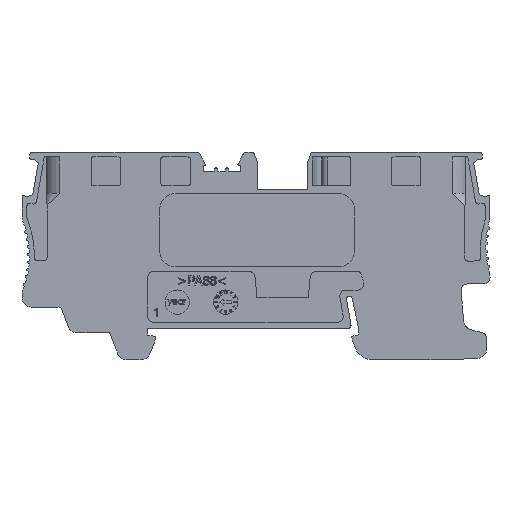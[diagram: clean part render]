
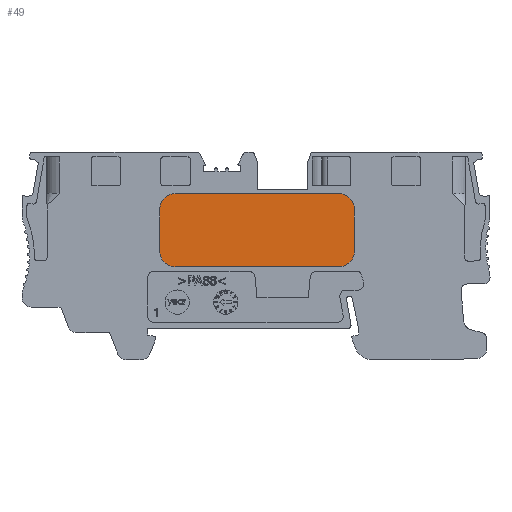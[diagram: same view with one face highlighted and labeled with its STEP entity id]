
A CAD part, left-side view. The second image highlights one B-rep face of the part: STEP entity #49.
In plain terms, the highlighted planar face has unit normal (-1, 0, 0).
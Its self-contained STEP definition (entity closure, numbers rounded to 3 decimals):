
#49=ADVANCED_FACE('',(#837),#839,.T.);
#837=FACE_BOUND('',#838,.T.);
#838=EDGE_LOOP('',(#8635,#8636,#8637,#8638,#8639,#8640,#8641,#8642));
#839=PLANE('',#840);
#840=AXIS2_PLACEMENT_3D('',#841,#842,#843);
#841=CARTESIAN_POINT('',(0.1,-15.017,19.65));
#842=DIRECTION('',(-1.,0.,0.));
#843=DIRECTION('',(0.,0.,1.));
#8635=ORIENTED_EDGE('',*,*,#12986,.T.);
#8636=ORIENTED_EDGE('',*,*,#12987,.T.);
#8637=ORIENTED_EDGE('',*,*,#12988,.T.);
#8638=ORIENTED_EDGE('',*,*,#12989,.T.);
#8639=ORIENTED_EDGE('',*,*,#12990,.T.);
#8640=ORIENTED_EDGE('',*,*,#12991,.T.);
#8641=ORIENTED_EDGE('',*,*,#12992,.T.);
#8642=ORIENTED_EDGE('',*,*,#12993,.T.);
#12986=EDGE_CURVE('',#15154,#15155,#15156,.T.);
#12987=EDGE_CURVE('',#15155,#15157,#15158,.T.);
#12988=EDGE_CURVE('',#15157,#15159,#15160,.T.);
#12989=EDGE_CURVE('',#15159,#15161,#15162,.T.);
#12990=EDGE_CURVE('',#15161,#15163,#15164,.T.);
#12991=EDGE_CURVE('',#15163,#15165,#15166,.T.);
#12992=EDGE_CURVE('',#15165,#15167,#15168,.T.);
#12993=EDGE_CURVE('',#15167,#15154,#15169,.T.);
#15154=VERTEX_POINT('',#18746);
#15155=VERTEX_POINT('',#18747);
#15156=CIRCLE('',#18748,2.5);
#15157=VERTEX_POINT('',#18752);
#15158=LINE('',#18753,#18754);
#15159=VERTEX_POINT('',#18756);
#15160=CIRCLE('',#18757,2.5);
#15161=VERTEX_POINT('',#18761);
#15162=LINE('',#18762,#18763);
#15163=VERTEX_POINT('',#18765);
#15164=CIRCLE('',#18766,2.5);
#15165=VERTEX_POINT('',#18770);
#15166=LINE('',#18771,#18772);
#15167=VERTEX_POINT('',#18774);
#15168=CIRCLE('',#18775,2.5);
#15169=LINE('',#18779,#18780);
#18746=CARTESIAN_POINT('',(0.1,-17.517,19.65));
#18747=CARTESIAN_POINT('',(0.1,-15.017,22.15));
#18748=AXIS2_PLACEMENT_3D('',#18749,#18750,#18751);
#18749=CARTESIAN_POINT('',(0.1,-15.017,19.65));
#18750=DIRECTION('',(-1.,0.,0.));
#18751=DIRECTION('',(0.,-1.,0.));
#18752=CARTESIAN_POINT('',(0.1,11.983,22.15));
#18753=CARTESIAN_POINT('',(0.1,-15.017,22.15));
#18754=VECTOR('',#18755,1.);
#18755=DIRECTION('',(0.,1.,0.));
#18756=CARTESIAN_POINT('',(0.1,14.483,19.65));
#18757=AXIS2_PLACEMENT_3D('',#18758,#18759,#18760);
#18758=CARTESIAN_POINT('',(0.1,11.983,19.65));
#18759=DIRECTION('',(-1.,0.,0.));
#18760=DIRECTION('',(0.,0.,1.));
#18761=CARTESIAN_POINT('',(0.1,14.483,12.65));
#18762=CARTESIAN_POINT('',(0.1,14.483,19.65));
#18763=VECTOR('',#18764,1.);
#18764=DIRECTION('',(0.,0.,-1.));
#18765=CARTESIAN_POINT('',(0.1,11.983,10.15));
#18766=AXIS2_PLACEMENT_3D('',#18767,#18768,#18769);
#18767=CARTESIAN_POINT('',(0.1,11.983,12.65));
#18768=DIRECTION('',(-1.,0.,0.));
#18769=DIRECTION('',(0.,1.,0.));
#18770=CARTESIAN_POINT('',(0.1,-15.017,10.15));
#18771=CARTESIAN_POINT('',(0.1,11.983,10.15));
#18772=VECTOR('',#18773,1.);
#18773=DIRECTION('',(0.,-1.,0.));
#18774=CARTESIAN_POINT('',(0.1,-17.517,12.65));
#18775=AXIS2_PLACEMENT_3D('',#18776,#18777,#18778);
#18776=CARTESIAN_POINT('',(0.1,-15.017,12.65));
#18777=DIRECTION('',(-1.,0.,0.));
#18778=DIRECTION('',(0.,0.,-1.));
#18779=CARTESIAN_POINT('',(0.1,-17.517,12.65));
#18780=VECTOR('',#18781,1.);
#18781=DIRECTION('',(0.,0.,1.));
